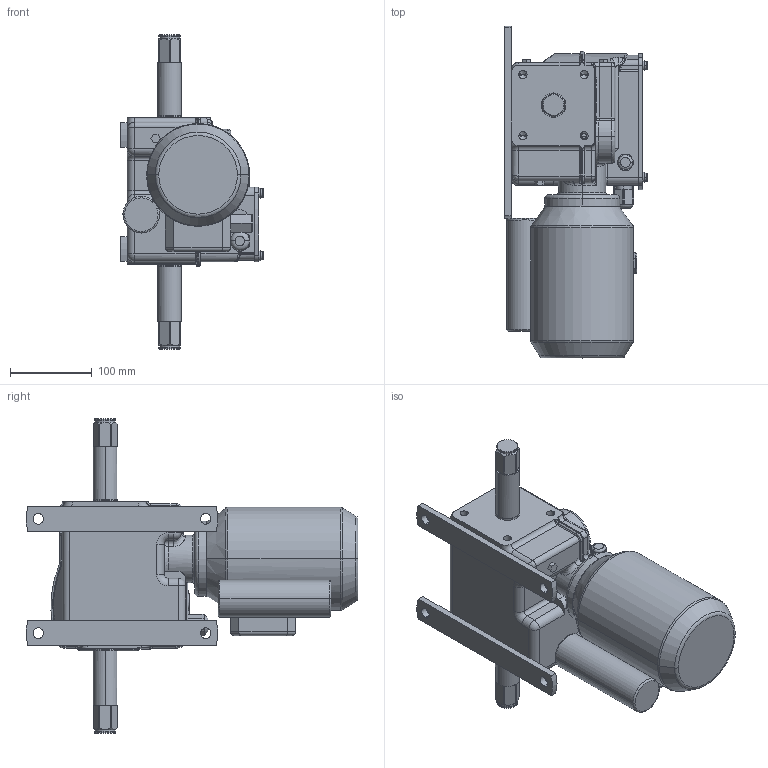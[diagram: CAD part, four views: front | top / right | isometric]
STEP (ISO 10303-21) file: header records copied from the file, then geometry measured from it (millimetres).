
FILE_DESCRIPTION (( 'STEP AP214' ), '1' );
FILE_NAME ('010210833_EWA_50_3D__DE.STEP', '2021-08-12T08:38:34', ( '' ), ( '' ), 'SwSTEP 2.0', 'SolidWorks 2020', '' );
FILE_SCHEMA (( 'AUTOMOTIVE_DESIGN' ));
Length unit declared in the file: millimetre
Products named in the file (3): 010210763_EWA_50_3D__DE; 010210822_EWA_50_3D__DE; 010210833_EWA_50_3D__DE
Assembly tree (2 placements, depth 2):
  010210833_EWA_50_3D__DE
    010210822_EWA_50_3D__DE
    010210763_EWA_50_3D__DE
Bounding box: 175 x 406.5 x 385 mm (x, y, z)
Volume: 6738298 mm3; surface area: 363149.4 mm2
Topology: 3 solids, 3 shells, 610 faces, 1465 edges, 871 vertices
Faces by surface type: cylinder 216, plane 207, torus 95, bspline 62, cone 24, sphere 6
Entity records: 20842 total; most frequent: CARTESIAN_POINT 6849, DIRECTION 2907, ORIENTED_EDGE 2892, EDGE_CURVE 1446, AXIS2_PLACEMENT_3D 1120, VERTEX_POINT 871, LINE 667, VECTOR 667
